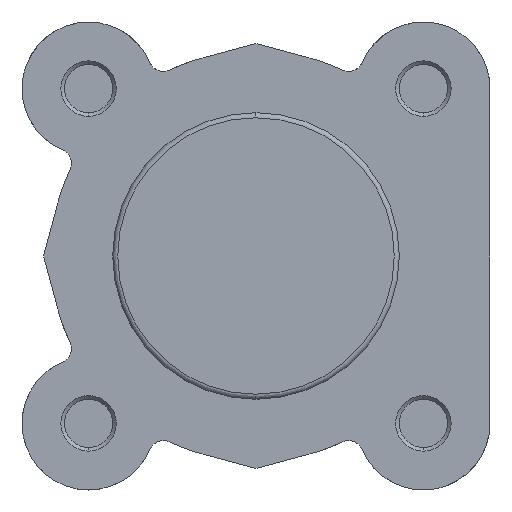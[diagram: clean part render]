
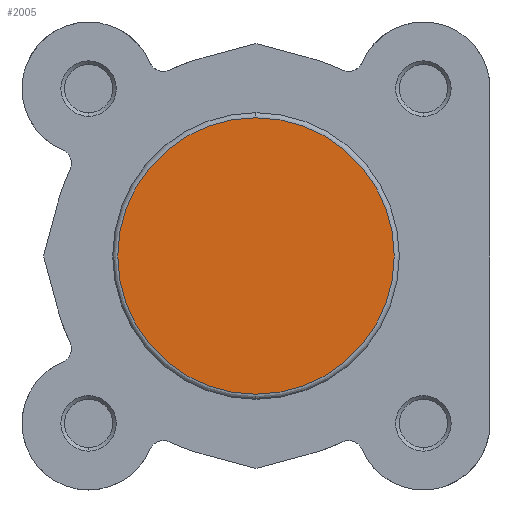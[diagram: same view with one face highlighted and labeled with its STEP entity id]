
A CAD part, left-side view. The second image highlights one B-rep face of the part: STEP entity #2005.
In plain terms, the highlighted planar face has unit normal (-1, 0, 0).
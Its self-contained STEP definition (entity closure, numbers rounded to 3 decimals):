
#401 = VERTEX_POINT ( 'NONE', #940 ) ;
#473 = VERTEX_POINT ( 'NONE', #840 ) ;
#840 = CARTESIAN_POINT ( 'NONE',  ( 0., 0., -19.2 ) ) ;
#874 = DIRECTION ( 'NONE',  ( 0., 0., -1. ) ) ;
#940 = CARTESIAN_POINT ( 'NONE',  ( 0., 0., 19.2 ) ) ;
#1001 = PLANE ( 'NONE',  #3625 ) ;
#1012 = DIRECTION ( 'NONE',  ( 1., 0., 0. ) ) ;
#1042 = CARTESIAN_POINT ( 'NONE',  ( 0., 12.5, 0. ) ) ;
#1357 = CARTESIAN_POINT ( 'NONE',  ( 0., 0., 0. ) ) ;
#1364 = DIRECTION ( 'NONE',  ( -1., 0., 0. ) ) ;
#1365 = DIRECTION ( 'NONE',  ( 0., 0., -1. ) ) ;
#1937 = ORIENTED_EDGE ( 'NONE', *, *, #3335, .T. ) ;
#1968 = ORIENTED_EDGE ( 'NONE', *, *, #3459, .T. ) ;
#2005 = ADVANCED_FACE ( 'NONE', ( #6056 ), #1001, .F. ) ;
#2573 = CIRCLE ( 'NONE', #3974, 19.2 ) ;
#2745 = CIRCLE ( 'NONE', #4049, 19.2 ) ;
#3335 = EDGE_CURVE ( 'NONE', #401, #473, #2573, .T. ) ;
#3459 = EDGE_CURVE ( 'NONE', #473, #401, #2745, .T. ) ;
#3625 = AXIS2_PLACEMENT_3D ( 'NONE', #1042, #1012, #874 ) ;
#3974 = AXIS2_PLACEMENT_3D ( 'NONE', #5248, #5255, #5256 ) ;
#4049 = AXIS2_PLACEMENT_3D ( 'NONE', #1357, #1364, #1365 ) ;
#5248 = CARTESIAN_POINT ( 'NONE',  ( 0., 0., 0. ) ) ;
#5255 = DIRECTION ( 'NONE',  ( -1., 0., 0. ) ) ;
#5256 = DIRECTION ( 'NONE',  ( 0., 0., -1. ) ) ;
#5976 = EDGE_LOOP ( 'NONE', ( #1968, #1937 ) ) ;
#6056 = FACE_OUTER_BOUND ( 'NONE', #5976, .T. ) ;
